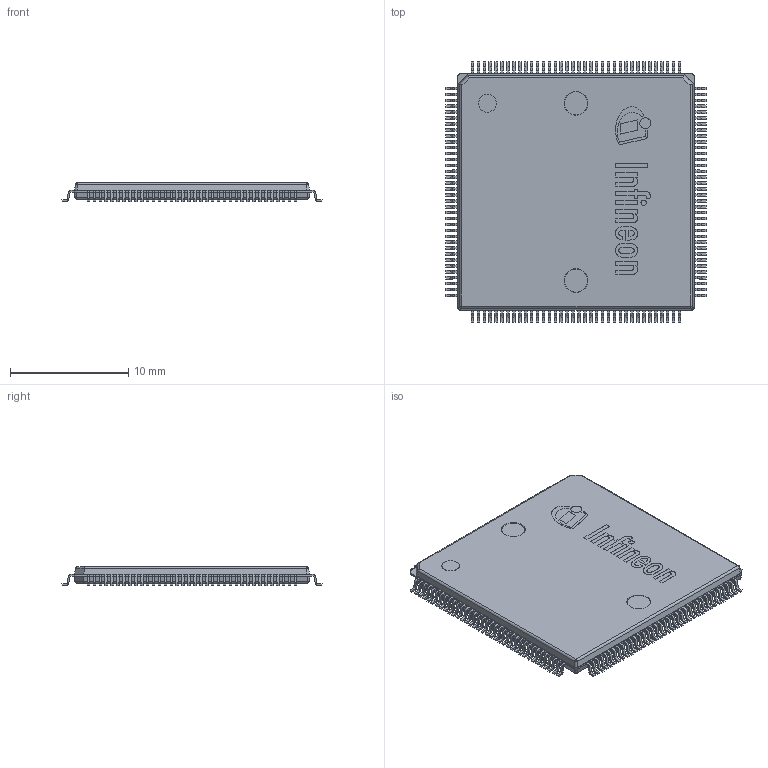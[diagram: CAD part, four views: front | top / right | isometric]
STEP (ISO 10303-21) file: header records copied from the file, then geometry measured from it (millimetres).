
FILE_DESCRIPTION(/* description */ (''),/* implementation_level */ '2;1');
FILE_NAME(/* name */ 'PG-LQFP-144-23_Z8B00150926_6.5x6.5_V08_3D.stp',/* time_stamp */ '2024-06-17T15:59:11+05:30',/* author */ ('sivamani'),/* organization */ (''),/* preprocessor_version */ 'ST-DEVELOPER v19.2',/* originating_system */ 'AutoCAD Mechanical',/* authorisation */ '');
FILE_SCHEMA (('AUTOMOTIVE_DESIGN { 1 0 10303 214 3 1 1 }'));
Products named in the file (1): Product
Bounding box: 22 x 22 x 1.61 mm (x, y, z)
Volume: 568.3 mm3; surface area: 2768.3 mm2
Topology: 161 solids, 161 shells, 2207 faces, 5608 edges, 3727 vertices
Faces by surface type: plane 1569, cylinder 605, bspline 22, torus 7, cone 4
Full cylindrical faces by diameter (mm): 0.447 x1, 0.921 x1, 1.5 x3, 2 x6
Entity records: 68115 total; most frequent: CARTESIAN_POINT 13712, ORIENTED_EDGE 11208, DIRECTION 11140, EDGE_CURVE 5604, LINE 4344, VECTOR 4344, VERTEX_POINT 3727, AXIS2_PLACEMENT_3D 3398
